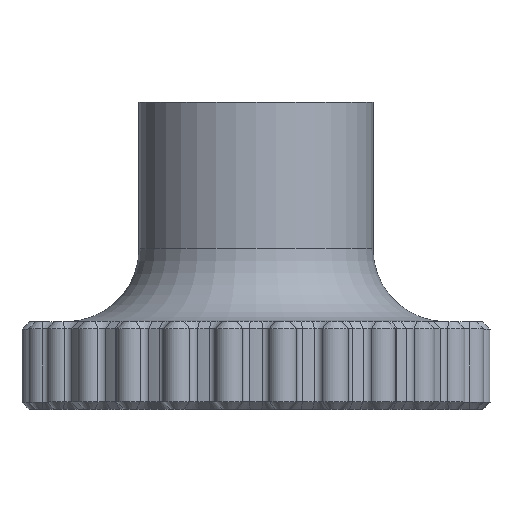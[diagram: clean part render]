
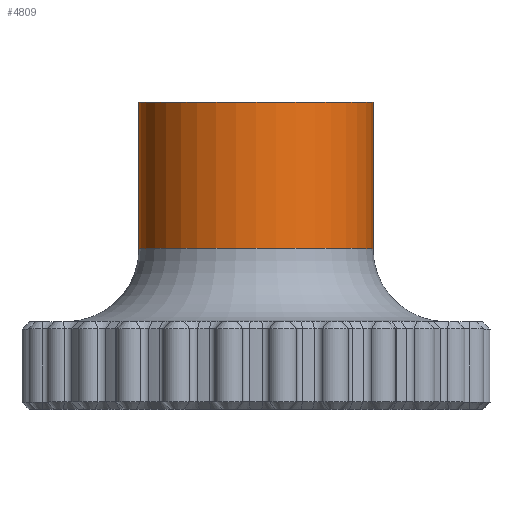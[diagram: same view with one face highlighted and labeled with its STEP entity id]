
A CAD part, top view. The second image highlights one B-rep face of the part: STEP entity #4809.
In plain terms, the highlighted cylindrical face has radius 8 mm (diameter 16 mm), a full revolution.
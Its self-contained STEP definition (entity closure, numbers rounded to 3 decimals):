
#223=LINE('',#7960,#556);
#556=VECTOR('',#6126,8.);
#889=CYLINDRICAL_SURFACE('',#5258,8.);
#1014=FACE_OUTER_BOUND('',#1342,.T.);
#1342=EDGE_LOOP('',(#3400,#3401,#3402,#3403,#3404));
#1671=CIRCLE('',#5149,8.);
#1674=CIRCLE('',#5152,8.);
#1779=CIRCLE('',#5259,8.);
#2096=VERTEX_POINT('',#7741);
#2097=VERTEX_POINT('',#7742);
#2203=VERTEX_POINT('',#7958);
#2532=EDGE_CURVE('',#2096,#2097,#1671,.T.);
#2535=EDGE_CURVE('',#2097,#2096,#1674,.T.);
#2640=EDGE_CURVE('',#2203,#2203,#1779,.T.);
#2641=EDGE_CURVE('',#2203,#2096,#223,.T.);
#3400=ORIENTED_EDGE('',*,*,#2640,.F.);
#3401=ORIENTED_EDGE('',*,*,#2641,.T.);
#3402=ORIENTED_EDGE('',*,*,#2535,.F.);
#3403=ORIENTED_EDGE('',*,*,#2532,.F.);
#3404=ORIENTED_EDGE('',*,*,#2641,.F.);
#4809=ADVANCED_FACE('',(#1014),#889,.T.);
#5149=AXIS2_PLACEMENT_3D('',#7743,#5904,#5905);
#5152=AXIS2_PLACEMENT_3D('',#7747,#5910,#5911);
#5258=AXIS2_PLACEMENT_3D('',#7957,#6122,#6123);
#5259=AXIS2_PLACEMENT_3D('',#7959,#6124,#6125);
#5904=DIRECTION('center_axis',(0.,-1.,0.));
#5905=DIRECTION('ref_axis',(-1.,0.,0.));
#5910=DIRECTION('center_axis',(0.,-1.,0.));
#5911=DIRECTION('ref_axis',(-1.,0.,0.));
#6122=DIRECTION('center_axis',(0.,1.,0.));
#6123=DIRECTION('ref_axis',(-1.,0.,0.));
#6124=DIRECTION('center_axis',(0.,1.,0.));
#6125=DIRECTION('ref_axis',(-1.,0.,0.));
#6126=DIRECTION('',(0.,-1.,0.));
#7741=CARTESIAN_POINT('',(8.,11.,0.));
#7742=CARTESIAN_POINT('',(0.,11.,8.));
#7743=CARTESIAN_POINT('Origin',(0.,11.,0.));
#7747=CARTESIAN_POINT('Origin',(0.,11.,0.));
#7957=CARTESIAN_POINT('Origin',(0.,6.,0.));
#7958=CARTESIAN_POINT('',(8.,21.,0.));
#7959=CARTESIAN_POINT('Origin',(0.,21.,0.));
#7960=CARTESIAN_POINT('',(8.,6.,0.));
